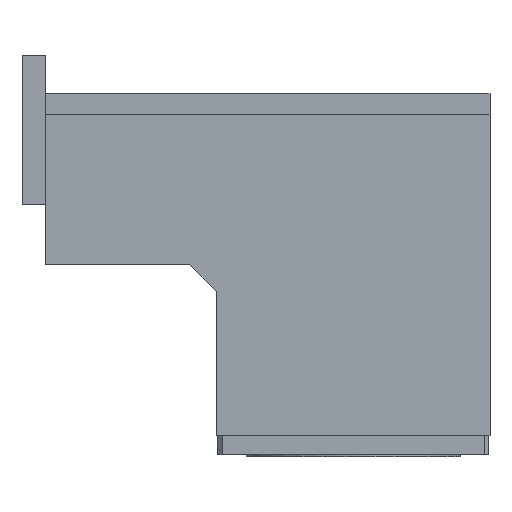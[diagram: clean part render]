
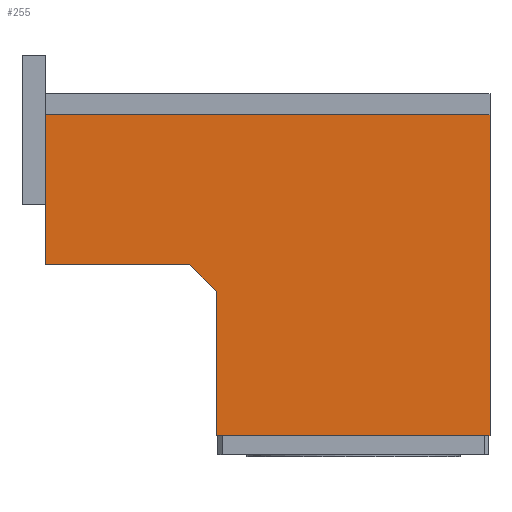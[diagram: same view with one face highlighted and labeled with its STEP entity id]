
A CAD part, front view. The second image highlights one B-rep face of the part: STEP entity #255.
In plain terms, the highlighted planar face has unit normal (0, -1, 0).
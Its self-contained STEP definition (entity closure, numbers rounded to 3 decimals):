
#62=FACE_OUTER_BOUND('',#346,.T.);
#78=LINE('',#1064,#157);
#109=LINE('',#1139,#188);
#111=LINE('',#1142,#190);
#131=LINE('',#1182,#210);
#132=LINE('',#1184,#211);
#134=LINE('',#1188,#213);
#136=LINE('',#1192,#215);
#157=VECTOR('',#863,1.);
#188=VECTOR('',#926,1.);
#190=VECTOR('',#930,1.);
#210=VECTOR('',#958,1.);
#211=VECTOR('',#961,1.);
#213=VECTOR('',#965,1.);
#215=VECTOR('',#969,1.);
#255=ADVANCED_FACE('',(#62),#294,.T.);
#294=PLANE('',#813);
#346=EDGE_LOOP('',(#481,#482,#483,#484,#485,#486,#487));
#481=ORIENTED_EDGE('',*,*,#701,.F.);
#482=ORIENTED_EDGE('',*,*,#700,.T.);
#483=ORIENTED_EDGE('',*,*,#680,.F.);
#484=ORIENTED_EDGE('',*,*,#641,.F.);
#485=ORIENTED_EDGE('',*,*,#678,.T.);
#486=ORIENTED_EDGE('',*,*,#705,.F.);
#487=ORIENTED_EDGE('',*,*,#703,.F.);
#575=VERTEX_POINT('',#1065);
#576=VERTEX_POINT('',#1066);
#602=VERTEX_POINT('',#1138);
#603=VERTEX_POINT('',#1143);
#618=VERTEX_POINT('',#1181);
#619=VERTEX_POINT('',#1185);
#620=VERTEX_POINT('',#1189);
#641=EDGE_CURVE('',#575,#576,#78,.T.);
#678=EDGE_CURVE('',#575,#602,#109,.T.);
#680=EDGE_CURVE('',#576,#603,#111,.T.);
#700=EDGE_CURVE('',#618,#603,#131,.T.);
#701=EDGE_CURVE('',#618,#619,#132,.T.);
#703=EDGE_CURVE('',#619,#620,#134,.T.);
#705=EDGE_CURVE('',#620,#602,#136,.T.);
#813=AXIS2_PLACEMENT_3D('',#1193,#970,#971);
#863=DIRECTION('',(1.,0.,0.));
#926=DIRECTION('',(0.,0.,-1.));
#930=DIRECTION('',(0.,0.,-1.));
#958=DIRECTION('',(1.,0.,0.));
#961=DIRECTION('',(0.,0.,1.));
#965=DIRECTION('',(-0.707,0.,0.707));
#969=DIRECTION('',(-1.,0.,0.));
#970=DIRECTION('',(0.,-1.,0.));
#971=DIRECTION('',(0.,0.,-1.));
#1064=CARTESIAN_POINT('',(0.,-55.,0.));
#1065=CARTESIAN_POINT('',(0.,-55.,0.));
#1066=CARTESIAN_POINT('',(104.,-55.,0.));
#1138=CARTESIAN_POINT('',(0.,-55.,-35.));
#1139=CARTESIAN_POINT('',(0.,-55.,0.));
#1142=CARTESIAN_POINT('',(104.,-55.,0.));
#1143=CARTESIAN_POINT('',(104.,-55.,-75.));
#1181=CARTESIAN_POINT('',(40.,-55.,-75.));
#1182=CARTESIAN_POINT('',(0.,-55.,-75.));
#1184=CARTESIAN_POINT('',(40.,-55.,0.));
#1185=CARTESIAN_POINT('',(40.,-55.,-41.3));
#1188=CARTESIAN_POINT('',(-0.65,-55.,-0.65));
#1189=CARTESIAN_POINT('',(33.7,-55.,-35.));
#1192=CARTESIAN_POINT('',(0.,-55.,-35.));
#1193=CARTESIAN_POINT('',(0.,-55.,0.));
